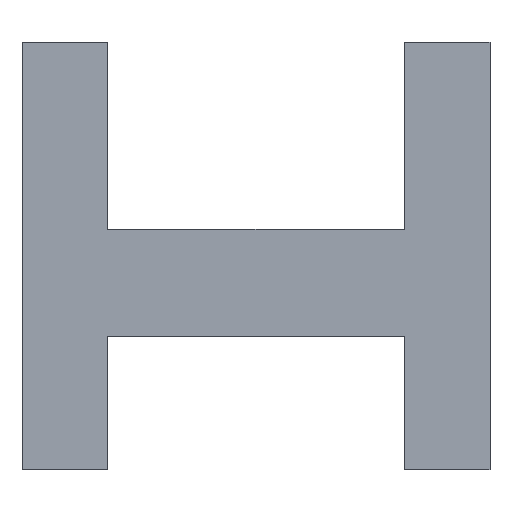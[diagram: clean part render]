
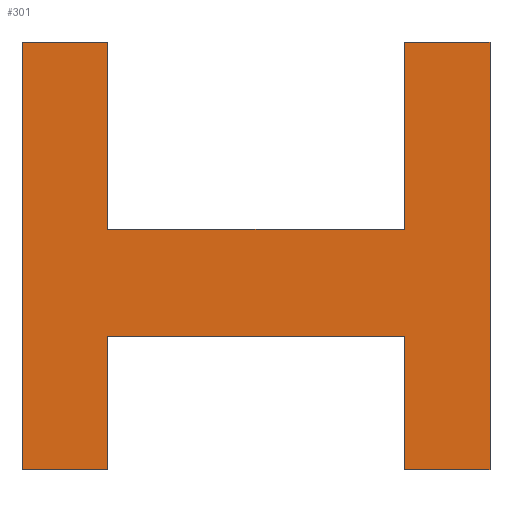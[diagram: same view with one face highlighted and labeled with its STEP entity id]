
A CAD part, front view. The second image highlights one B-rep face of the part: STEP entity #301.
In plain terms, the highlighted planar face has unit normal (0, -1, 0).
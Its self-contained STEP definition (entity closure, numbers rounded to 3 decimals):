
#2 = EDGE_CURVE ( 'NONE', #173, #204, #3, .T. ) ;
#3 = LINE ( 'NONE', #646, #422 ) ;
#6 = EDGE_CURVE ( 'NONE', #385, #204, #528, .T. ) ;
#7 = ORIENTED_EDGE ( 'NONE', *, *, #644, .F. ) ;
#9 = VECTOR ( 'NONE', #140, 1000. ) ;
#12 = VECTOR ( 'NONE', #698, 1000. ) ;
#15 = CARTESIAN_POINT ( 'NONE',  ( -0.739, -1., -2.5 ) ) ;
#16 = VECTOR ( 'NONE', #585, 1000. ) ;
#38 = ORIENTED_EDGE ( 'NONE', *, *, #537, .T. ) ;
#44 = CARTESIAN_POINT ( 'NONE',  ( 6.411, -1., -2.5 ) ) ;
#54 = CARTESIAN_POINT ( 'NONE',  ( 6.411, -1., 2. ) ) ;
#55 = ORIENTED_EDGE ( 'NONE', *, *, #389, .F. ) ;
#72 = CARTESIAN_POINT ( 'NONE',  ( 0.861, -1., -2.5 ) ) ;
#106 = CARTESIAN_POINT ( 'NONE',  ( 8.011, -1., 5.5 ) ) ;
#107 = DIRECTION ( 'NONE',  ( 0., 0., -1. ) ) ;
#108 = VERTEX_POINT ( 'NONE', #603 ) ;
#113 = LINE ( 'NONE', #261, #527 ) ;
#116 = LINE ( 'NONE', #503, #688 ) ;
#123 = DIRECTION ( 'NONE',  ( -1., 0., 0. ) ) ;
#139 = EDGE_LOOP ( 'NONE', ( #38, #7, #201, #369, #226, #55, #430, #409, #143, #562, #352, #710 ) ) ;
#140 = DIRECTION ( 'NONE',  ( 1., 0., 0. ) ) ;
#143 = ORIENTED_EDGE ( 'NONE', *, *, #653, .T. ) ;
#148 = VERTEX_POINT ( 'NONE', #54 ) ;
#155 = VERTEX_POINT ( 'NONE', #106 ) ;
#165 = CARTESIAN_POINT ( 'NONE',  ( 6.411, -1., -2.5 ) ) ;
#166 = VERTEX_POINT ( 'NONE', #654 ) ;
#167 = CARTESIAN_POINT ( 'NONE',  ( 0.861, -1., 5.5 ) ) ;
#169 = LINE ( 'NONE', #411, #16 ) ;
#172 = CARTESIAN_POINT ( 'NONE',  ( 8.011, -1., -2.5 ) ) ;
#173 = VERTEX_POINT ( 'NONE', #605 ) ;
#178 = VECTOR ( 'NONE', #377, 1000. ) ;
#186 = EDGE_CURVE ( 'NONE', #615, #155, #169, .T. ) ;
#198 = PLANE ( 'NONE',  #464 ) ;
#201 = ORIENTED_EDGE ( 'NONE', *, *, #491, .T. ) ;
#204 = VERTEX_POINT ( 'NONE', #252 ) ;
#213 = EDGE_CURVE ( 'NONE', #497, #643, #365, .T. ) ;
#226 = ORIENTED_EDGE ( 'NONE', *, *, #6, .F. ) ;
#228 = VECTOR ( 'NONE', #436, 1000. ) ;
#238 = CARTESIAN_POINT ( 'NONE',  ( -0.739, -1., 5.5 ) ) ;
#243 = LINE ( 'NONE', #266, #367 ) ;
#247 = DIRECTION ( 'NONE',  ( 0., 1., 0. ) ) ;
#252 = CARTESIAN_POINT ( 'NONE',  ( 6.411, -1., 0. ) ) ;
#257 = DIRECTION ( 'NONE',  ( 0., 0., -1. ) ) ;
#261 = CARTESIAN_POINT ( 'NONE',  ( -0.739, -1., 2. ) ) ;
#264 = VECTOR ( 'NONE', #107, 1000. ) ;
#266 = CARTESIAN_POINT ( 'NONE',  ( 8.011, -1., 2. ) ) ;
#285 = CARTESIAN_POINT ( 'NONE',  ( 0.861, -1., -2.5 ) ) ;
#300 = CARTESIAN_POINT ( 'NONE',  ( 0., -1., 2. ) ) ;
#301 = ADVANCED_FACE ( 'NONE', ( #636 ), #198, .F. ) ;
#319 = CARTESIAN_POINT ( 'NONE',  ( 0., -1., 2. ) ) ;
#321 = LINE ( 'NONE', #72, #413 ) ;
#327 = EDGE_CURVE ( 'NONE', #643, #166, #652, .T. ) ;
#334 = LINE ( 'NONE', #319, #12 ) ;
#352 = ORIENTED_EDGE ( 'NONE', *, *, #327, .F. ) ;
#365 = LINE ( 'NONE', #473, #9 ) ;
#367 = VECTOR ( 'NONE', #424, 1000. ) ;
#369 = ORIENTED_EDGE ( 'NONE', *, *, #2, .T. ) ;
#377 = DIRECTION ( 'NONE',  ( 0., 0., 1. ) ) ;
#385 = VERTEX_POINT ( 'NONE', #165 ) ;
#389 = EDGE_CURVE ( 'NONE', #108, #385, #471, .T. ) ;
#409 = ORIENTED_EDGE ( 'NONE', *, *, #186, .F. ) ;
#411 = CARTESIAN_POINT ( 'NONE',  ( 8.011, -1., 5.5 ) ) ;
#413 = VECTOR ( 'NONE', #510, 1000. ) ;
#422 = VECTOR ( 'NONE', #696, 1000. ) ;
#424 = DIRECTION ( 'NONE',  ( 0., 0., -1. ) ) ;
#430 = ORIENTED_EDGE ( 'NONE', *, *, #566, .F. ) ;
#436 = DIRECTION ( 'NONE',  ( -1., 0., 0. ) ) ;
#464 = AXIS2_PLACEMENT_3D ( 'NONE', #300, #247, #579 ) ;
#471 = LINE ( 'NONE', #172, #228 ) ;
#473 = CARTESIAN_POINT ( 'NONE',  ( -0.739, -1., 5.5 ) ) ;
#491 = EDGE_CURVE ( 'NONE', #679, #173, #321, .T. ) ;
#497 = VERTEX_POINT ( 'NONE', #238 ) ;
#503 = CARTESIAN_POINT ( 'NONE',  ( 6.411, -1., 5.5 ) ) ;
#504 = CARTESIAN_POINT ( 'NONE',  ( -0.739, -1., -2.5 ) ) ;
#510 = DIRECTION ( 'NONE',  ( 0., 0., 1. ) ) ;
#513 = CARTESIAN_POINT ( 'NONE',  ( 6.411, -1., 5.5 ) ) ;
#527 = VECTOR ( 'NONE', #257, 1000. ) ;
#528 = LINE ( 'NONE', #44, #178 ) ;
#537 = EDGE_CURVE ( 'NONE', #497, #699, #113, .T. ) ;
#562 = ORIENTED_EDGE ( 'NONE', *, *, #571, .F. ) ;
#566 = EDGE_CURVE ( 'NONE', #155, #108, #243, .T. ) ;
#567 = CARTESIAN_POINT ( 'NONE',  ( 0.861, -1., 5.5 ) ) ;
#571 = EDGE_CURVE ( 'NONE', #166, #148, #334, .T. ) ;
#579 = DIRECTION ( 'NONE',  ( 0., 0., 1. ) ) ;
#585 = DIRECTION ( 'NONE',  ( 1., 0., 0. ) ) ;
#603 = CARTESIAN_POINT ( 'NONE',  ( 8.011, -1., -2.5 ) ) ;
#605 = CARTESIAN_POINT ( 'NONE',  ( 0.861, -1., 0. ) ) ;
#609 = VECTOR ( 'NONE', #123, 1000. ) ;
#615 = VERTEX_POINT ( 'NONE', #513 ) ;
#636 = FACE_OUTER_BOUND ( 'NONE', #139, .T. ) ;
#643 = VERTEX_POINT ( 'NONE', #567 ) ;
#644 = EDGE_CURVE ( 'NONE', #679, #699, #697, .T. ) ;
#646 = CARTESIAN_POINT ( 'NONE',  ( 0., -1., 0. ) ) ;
#652 = LINE ( 'NONE', #167, #264 ) ;
#653 = EDGE_CURVE ( 'NONE', #615, #148, #116, .T. ) ;
#654 = CARTESIAN_POINT ( 'NONE',  ( 0.861, -1., 2. ) ) ;
#665 = DIRECTION ( 'NONE',  ( 0., 0., -1. ) ) ;
#679 = VERTEX_POINT ( 'NONE', #285 ) ;
#688 = VECTOR ( 'NONE', #665, 1000. ) ;
#696 = DIRECTION ( 'NONE',  ( 1., 0., 0. ) ) ;
#697 = LINE ( 'NONE', #504, #609 ) ;
#698 = DIRECTION ( 'NONE',  ( 1., 0., 0. ) ) ;
#699 = VERTEX_POINT ( 'NONE', #15 ) ;
#710 = ORIENTED_EDGE ( 'NONE', *, *, #213, .F. ) ;
